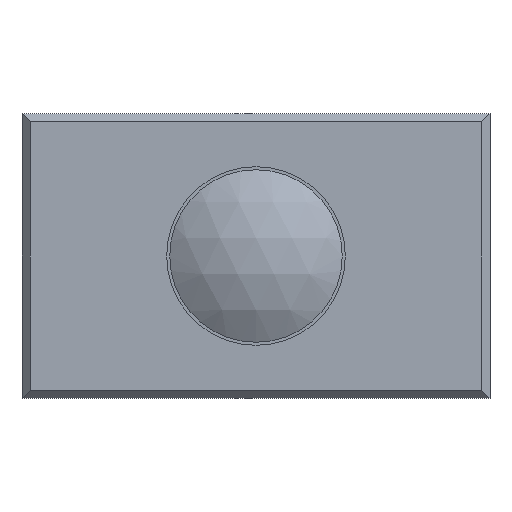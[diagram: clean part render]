
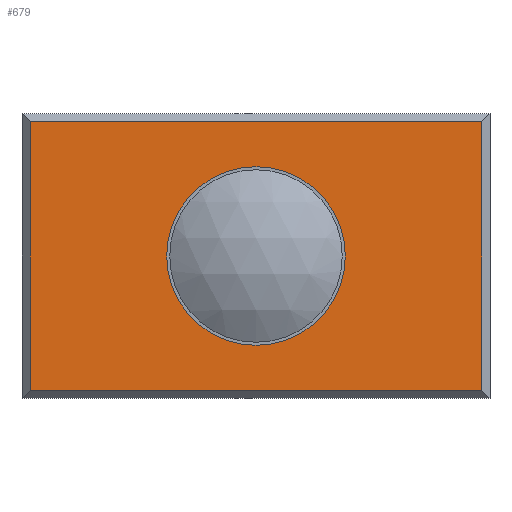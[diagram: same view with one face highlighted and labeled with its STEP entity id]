
A CAD part, left-side view. The second image highlights one B-rep face of the part: STEP entity #679.
In plain terms, the highlighted planar face has unit normal (-1, 0, 0).
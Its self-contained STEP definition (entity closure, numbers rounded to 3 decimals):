
#40=FACE_BOUND('',#150,.T.);
#68=PLANE('',#741);
#105=FACE_OUTER_BOUND('',#149,.T.);
#149=EDGE_LOOP('',(#613,#614,#615,#616));
#150=EDGE_LOOP('',(#617));
#207=LINE('',#1134,#266);
#210=LINE('',#1139,#269);
#212=LINE('',#1143,#271);
#213=LINE('',#1145,#272);
#266=VECTOR('',#903,10.);
#269=VECTOR('',#908,10.);
#271=VECTOR('',#912,10.);
#272=VECTOR('',#915,10.);
#276=CIRCLE('',#690,4.399);
#299=VERTEX_POINT('',#947);
#347=VERTEX_POINT('',#1131);
#348=VERTEX_POINT('',#1133);
#349=VERTEX_POINT('',#1137);
#350=VERTEX_POINT('',#1141);
#357=EDGE_CURVE('',#299,#299,#276,.T.);
#435=EDGE_CURVE('',#347,#348,#207,.T.);
#438=EDGE_CURVE('',#349,#347,#210,.T.);
#440=EDGE_CURVE('',#350,#349,#212,.T.);
#441=EDGE_CURVE('',#348,#350,#213,.T.);
#613=ORIENTED_EDGE('',*,*,#441,.F.);
#614=ORIENTED_EDGE('',*,*,#435,.F.);
#615=ORIENTED_EDGE('',*,*,#438,.F.);
#616=ORIENTED_EDGE('',*,*,#440,.F.);
#617=ORIENTED_EDGE('',*,*,#357,.T.);
#679=ADVANCED_FACE('',(#105,#40),#68,.T.);
#690=AXIS2_PLACEMENT_3D('',#948,#758,#759);
#741=AXIS2_PLACEMENT_3D('',#1146,#916,#917);
#758=DIRECTION('center_axis',(1.,0.,0.));
#759=DIRECTION('ref_axis',(0.,-1.,0.));
#903=DIRECTION('',(0.,0.,-1.));
#908=DIRECTION('',(0.,-1.,0.));
#912=DIRECTION('',(0.,0.,1.));
#915=DIRECTION('',(0.,1.,0.));
#916=DIRECTION('center_axis',(-1.,0.,0.));
#917=DIRECTION('ref_axis',(0.,0.,-1.));
#947=CARTESIAN_POINT('',(-9.725,13.874,0.));
#948=CARTESIAN_POINT('Origin',(-9.725,9.475,0.));
#1131=CARTESIAN_POINT('',(-9.725,-1.65,6.6));
#1133=CARTESIAN_POINT('',(-9.725,-1.65,-6.6));
#1134=CARTESIAN_POINT('',(-9.725,-1.65,3.5));
#1137=CARTESIAN_POINT('',(-9.725,20.6,6.6));
#1139=CARTESIAN_POINT('',(-9.725,21.,6.6));
#1141=CARTESIAN_POINT('',(-9.725,20.6,-6.6));
#1143=CARTESIAN_POINT('',(-9.725,20.6,3.5));
#1145=CARTESIAN_POINT('',(-9.725,21.,-6.6));
#1146=CARTESIAN_POINT('Origin',(-9.725,21.,7.));
